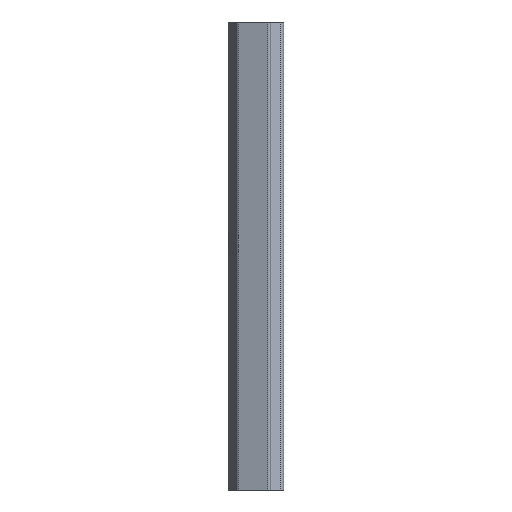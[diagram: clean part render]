
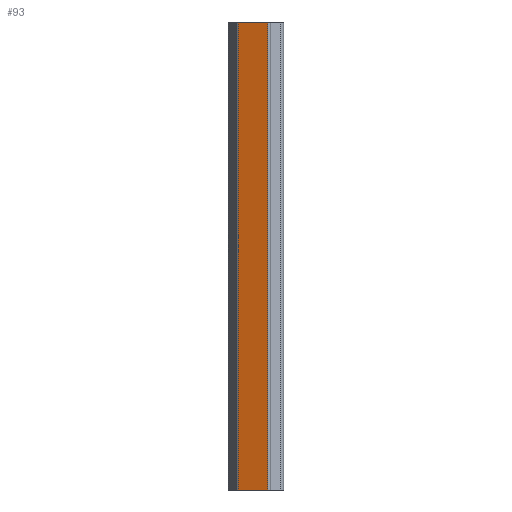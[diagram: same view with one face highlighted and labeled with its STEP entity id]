
A CAD part, front view. The second image highlights one B-rep face of the part: STEP entity #93.
In plain terms, the highlighted planar face has unit normal (-0.292, -0.956, 0).
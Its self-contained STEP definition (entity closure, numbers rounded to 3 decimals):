
#12 = CARTESIAN_POINT ( 'NONE',  ( 0.145, -10.898, 0. ) ) ;
#15 = CARTESIAN_POINT ( 'NONE',  ( 6.354, -12.796, 100. ) ) ;
#47 = ORIENTED_EDGE ( 'NONE', *, *, #720, .T. ) ;
#66 = VECTOR ( 'NONE', #567, 1000. ) ;
#74 = EDGE_CURVE ( 'NONE', #739, #491, #310, .T. ) ;
#79 = PLANE ( 'NONE',  #481 ) ;
#82 = CARTESIAN_POINT ( 'NONE',  ( 0.145, -10.898, 100. ) ) ;
#93 = ADVANCED_FACE ( 'NONE', ( #438 ), #79, .F. ) ;
#94 = VERTEX_POINT ( 'NONE', #531 ) ;
#108 = LINE ( 'NONE', #431, #237 ) ;
#161 = DIRECTION ( 'NONE',  ( 0.956, -0.292, 0. ) ) ;
#180 = DIRECTION ( 'NONE',  ( 0., 0., -1. ) ) ;
#208 = VECTOR ( 'NONE', #609, 1000. ) ;
#215 = EDGE_LOOP ( 'NONE', ( #216, #346, #47, #399 ) ) ;
#216 = ORIENTED_EDGE ( 'NONE', *, *, #734, .F. ) ;
#237 = VECTOR ( 'NONE', #161, 1000. ) ;
#253 = EDGE_CURVE ( 'NONE', #562, #94, #679, .T. ) ;
#294 = DIRECTION ( 'NONE',  ( 0.292, 0.956, 0. ) ) ;
#296 = VECTOR ( 'NONE', #180, 1000. ) ;
#310 = LINE ( 'NONE', #82, #296 ) ;
#346 = ORIENTED_EDGE ( 'NONE', *, *, #74, .T. ) ;
#399 = ORIENTED_EDGE ( 'NONE', *, *, #253, .F. ) ;
#402 = CARTESIAN_POINT ( 'NONE',  ( -0.078, -10.83, 100. ) ) ;
#431 = CARTESIAN_POINT ( 'NONE',  ( -0.078, -10.83, 0. ) ) ;
#438 = FACE_OUTER_BOUND ( 'NONE', #215, .T. ) ;
#481 = AXIS2_PLACEMENT_3D ( 'NONE', #598, #294, #728 ) ;
#491 = VERTEX_POINT ( 'NONE', #12 ) ;
#531 = CARTESIAN_POINT ( 'NONE',  ( 6.354, -12.796, 0. ) ) ;
#562 = VERTEX_POINT ( 'NONE', #15 ) ;
#567 = DIRECTION ( 'NONE',  ( 0.956, -0.292, 0. ) ) ;
#586 = CARTESIAN_POINT ( 'NONE',  ( 6.354, -12.796, 100. ) ) ;
#598 = CARTESIAN_POINT ( 'NONE',  ( -0.078, -10.83, 100. ) ) ;
#609 = DIRECTION ( 'NONE',  ( 0., 0., -1. ) ) ;
#679 = LINE ( 'NONE', #586, #208 ) ;
#686 = LINE ( 'NONE', #402, #66 ) ;
#720 = EDGE_CURVE ( 'NONE', #491, #94, #108, .T. ) ;
#728 = DIRECTION ( 'NONE',  ( -0.956, 0.292, 0. ) ) ;
#734 = EDGE_CURVE ( 'NONE', #739, #562, #686, .T. ) ;
#739 = VERTEX_POINT ( 'NONE', #779 ) ;
#779 = CARTESIAN_POINT ( 'NONE',  ( 0.145, -10.898, 100. ) ) ;
